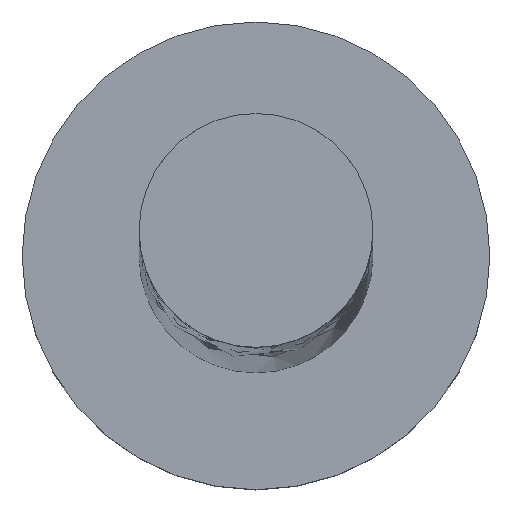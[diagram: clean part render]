
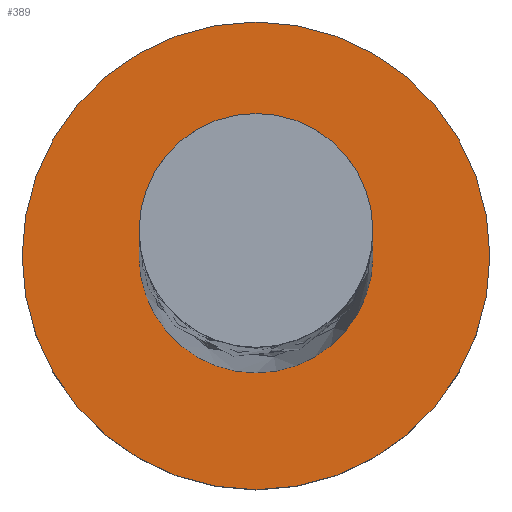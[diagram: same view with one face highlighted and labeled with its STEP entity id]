
A CAD part, top view. The second image highlights one B-rep face of the part: STEP entity #389.
In plain terms, the highlighted planar face has unit normal (0, 0, 1).
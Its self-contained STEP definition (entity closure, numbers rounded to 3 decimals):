
#72 = AXIS2_PLACEMENT_3D ( 'NONE', #379, #810, #1360 ) ;
#78 = CARTESIAN_POINT ( 'NONE',  ( 2.5, 0., 3. ) ) ;
#117 = DIRECTION ( 'NONE',  ( 1., 0., 0. ) ) ;
#158 = VERTEX_POINT ( 'NONE', #78 ) ;
#187 = ORIENTED_EDGE ( 'NONE', *, *, #1666, .F. ) ;
#200 = ORIENTED_EDGE ( 'NONE', *, *, #1321, .T. ) ;
#203 = CARTESIAN_POINT ( 'NONE',  ( 5., 0., 3. ) ) ;
#302 = DIRECTION ( 'NONE',  ( 1., 0., 0. ) ) ;
#378 = EDGE_CURVE ( 'NONE', #829, #551, #1695, .T. ) ;
#379 = CARTESIAN_POINT ( 'NONE',  ( 0., 0., 3. ) ) ;
#389 = ADVANCED_FACE ( 'NONE', ( #1403, #1540 ), #1143, .T. ) ;
#410 = CIRCLE ( 'NONE', #504, 2.5 ) ;
#434 = DIRECTION ( 'NONE',  ( 1., 0., 0. ) ) ;
#442 = ORIENTED_EDGE ( 'NONE', *, *, #378, .T. ) ;
#504 = AXIS2_PLACEMENT_3D ( 'NONE', #517, #1778, #117 ) ;
#517 = CARTESIAN_POINT ( 'NONE',  ( 0., 0., 3. ) ) ;
#528 = EDGE_CURVE ( 'NONE', #158, #842, #1547, .T. ) ;
#531 = AXIS2_PLACEMENT_3D ( 'NONE', #569, #726, #1562 ) ;
#551 = VERTEX_POINT ( 'NONE', #203 ) ;
#569 = CARTESIAN_POINT ( 'NONE',  ( 0., 0., 3. ) ) ;
#726 = DIRECTION ( 'NONE',  ( 0., 0., 1. ) ) ;
#810 = DIRECTION ( 'NONE',  ( 0., 0., 1. ) ) ;
#829 = VERTEX_POINT ( 'NONE', #1027 ) ;
#842 = VERTEX_POINT ( 'NONE', #1092 ) ;
#848 = CIRCLE ( 'NONE', #72, 5. ) ;
#950 = EDGE_LOOP ( 'NONE', ( #187, #1635 ) ) ;
#999 = DIRECTION ( 'NONE',  ( 0., 0., 1. ) ) ;
#1027 = CARTESIAN_POINT ( 'NONE',  ( -5., 0., 3. ) ) ;
#1092 = CARTESIAN_POINT ( 'NONE',  ( -2.5, 0., 3. ) ) ;
#1143 = PLANE ( 'NONE',  #531 ) ;
#1228 = AXIS2_PLACEMENT_3D ( 'NONE', #1775, #1456, #434 ) ;
#1256 = AXIS2_PLACEMENT_3D ( 'NONE', #1553, #999, #302 ) ;
#1321 = EDGE_CURVE ( 'NONE', #551, #829, #848, .T. ) ;
#1360 = DIRECTION ( 'NONE',  ( 1., 0., 0. ) ) ;
#1403 = FACE_BOUND ( 'NONE', #950, .T. ) ;
#1456 = DIRECTION ( 'NONE',  ( 0., 0., 1. ) ) ;
#1540 = FACE_OUTER_BOUND ( 'NONE', #1687, .T. ) ;
#1547 = CIRCLE ( 'NONE', #1228, 2.5 ) ;
#1553 = CARTESIAN_POINT ( 'NONE',  ( 0., 0., 3. ) ) ;
#1562 = DIRECTION ( 'NONE',  ( 1., 0., 0. ) ) ;
#1635 = ORIENTED_EDGE ( 'NONE', *, *, #528, .F. ) ;
#1666 = EDGE_CURVE ( 'NONE', #842, #158, #410, .T. ) ;
#1687 = EDGE_LOOP ( 'NONE', ( #442, #200 ) ) ;
#1695 = CIRCLE ( 'NONE', #1256, 5. ) ;
#1775 = CARTESIAN_POINT ( 'NONE',  ( 0., 0., 3. ) ) ;
#1778 = DIRECTION ( 'NONE',  ( 0., 0., 1. ) ) ;
